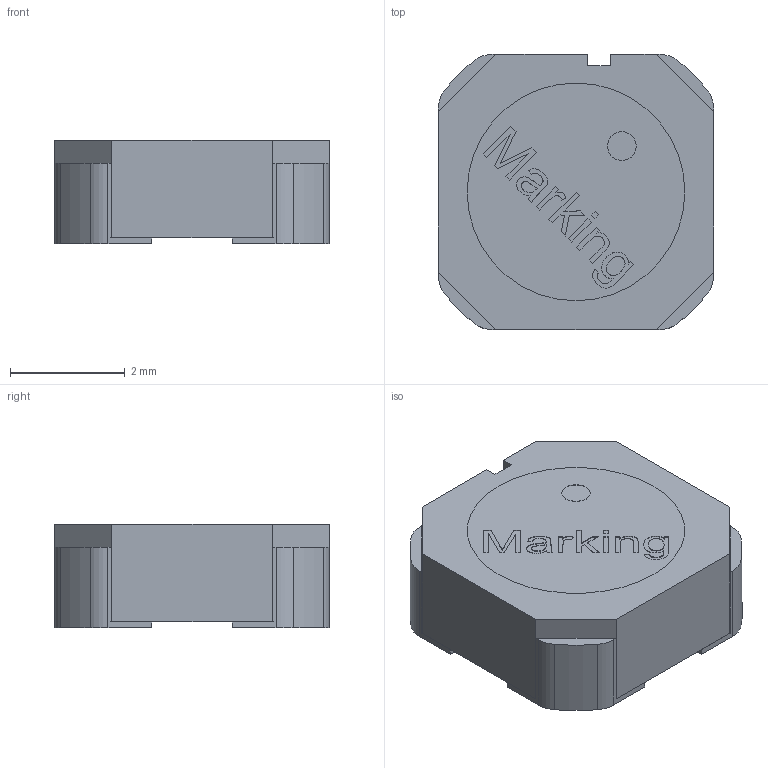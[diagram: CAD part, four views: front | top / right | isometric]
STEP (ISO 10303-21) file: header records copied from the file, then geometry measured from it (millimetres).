
FILE_DESCRIPTION( ( 'Unknown' ), '1' );
FILE_NAME( '4818_7448842xxx.stp', 'Unknown', ( 'Unknown' ), ( 'Unknown' ), 'PSStep 17.0.49', 'Unknown', ' ' );
FILE_SCHEMA( ( 'AUTOMOTIVE_DESIGN { 1 0 10303 214 1 1 1 1 }' ) );
Length unit declared in the file: millimetre
Products named in the file (7): Assem1; Housing; Core
Assembly tree (6 placements, depth 2):
  Assem1
    Housing
    Housing
    Housing
    Housing
    Housing
    Core
Bounding box: 4.8 x 4.8 x 1.8 mm (x, y, z)
Volume: 28.1 mm3; surface area: 148.4 mm2
Topology: 6 solids, 6 shells, 144 faces, 357 edges, 238 vertices
Faces by surface type: plane 107, cylinder 21, extrusion 16
Full cylindrical faces by diameter (mm): 0.5 x1, 1.7 x1, 3.07 x1, 3.8 x2
Entity records: 6120 total; most frequent: CARTESIAN_POINT 1641, ORIENTED_EDGE 702, DIRECTION 555, EDGE_CURVE 351, VERTEX_POINT 238, VECTOR 201, LINE 185, AXIS2_PLACEMENT_3D 177
